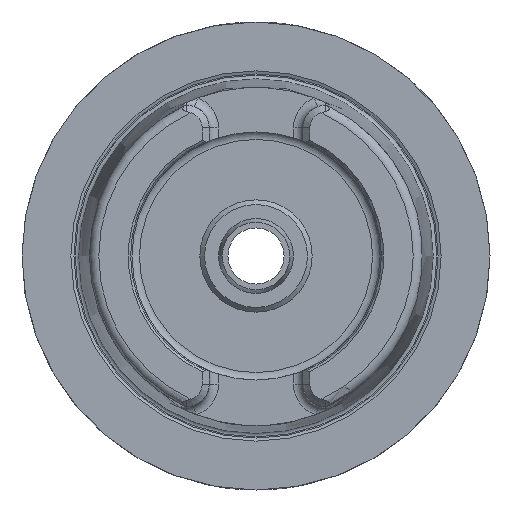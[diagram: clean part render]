
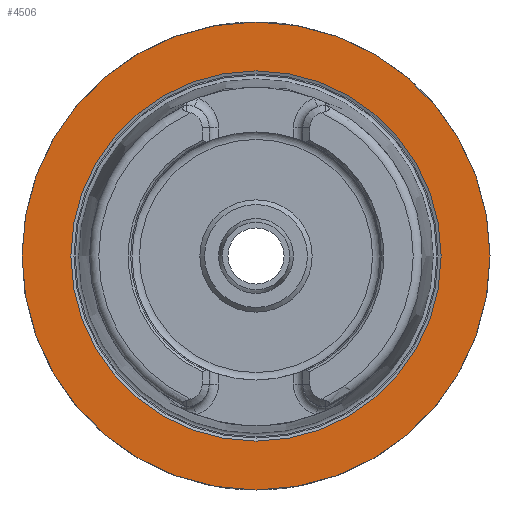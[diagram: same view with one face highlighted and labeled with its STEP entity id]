
A CAD part, left-side view. The second image highlights one B-rep face of the part: STEP entity #4506.
In plain terms, the highlighted planar face has unit normal (-1, 0, 0).
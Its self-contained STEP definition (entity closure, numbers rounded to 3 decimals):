
#1944=CARTESIAN_POINT('',(0.,50.0,0.0));
#1945=VERTEX_POINT('',#1944);
#1946=CARTESIAN_POINT('',(0.,0.,0.0));
#1947=DIRECTION('',(1.0,0.0,0.0));
#1948=DIRECTION('',(0.0,1.0,0.0));
#1949=AXIS2_PLACEMENT_3D('',#1946,#1947,#1948);
#1950=CIRCLE('',#1949,50.0);
#1951=EDGE_CURVE('',#1945,#1945,#1950,.T.);
#4480=CARTESIAN_POINT('',(0.,39.55,0.0));
#4481=VERTEX_POINT('',#4480);
#4482=CARTESIAN_POINT('',(0.,0.,0.0));
#4483=DIRECTION('',(1.0,0.0,0.0));
#4484=DIRECTION('',(0.0,1.0,0.0));
#4485=AXIS2_PLACEMENT_3D('',#4482,#4483,#4484);
#4486=CIRCLE('',#4485,39.55);
#4487=EDGE_CURVE('',#4481,#4481,#4486,.T.);
#4495=CARTESIAN_POINT('',(0.,44.775,0.0));
#4496=DIRECTION('',(-1.0,0.0,0.0));
#4497=DIRECTION('',(0.0,0.0,1.0));
#4498=AXIS2_PLACEMENT_3D('',#4495,#4496,#4497);
#4499=PLANE('',#4498);
#4500=ORIENTED_EDGE('',*,*,#1951,.F.);
#4501=EDGE_LOOP('',(#4500));
#4502=FACE_OUTER_BOUND('',#4501,.T.);
#4503=ORIENTED_EDGE('',*,*,#4487,.T.);
#4504=EDGE_LOOP('',(#4503));
#4505=FACE_BOUND('',#4504,.T.);
#4506=ADVANCED_FACE('',(#4502,#4505),#4499,.T.);
